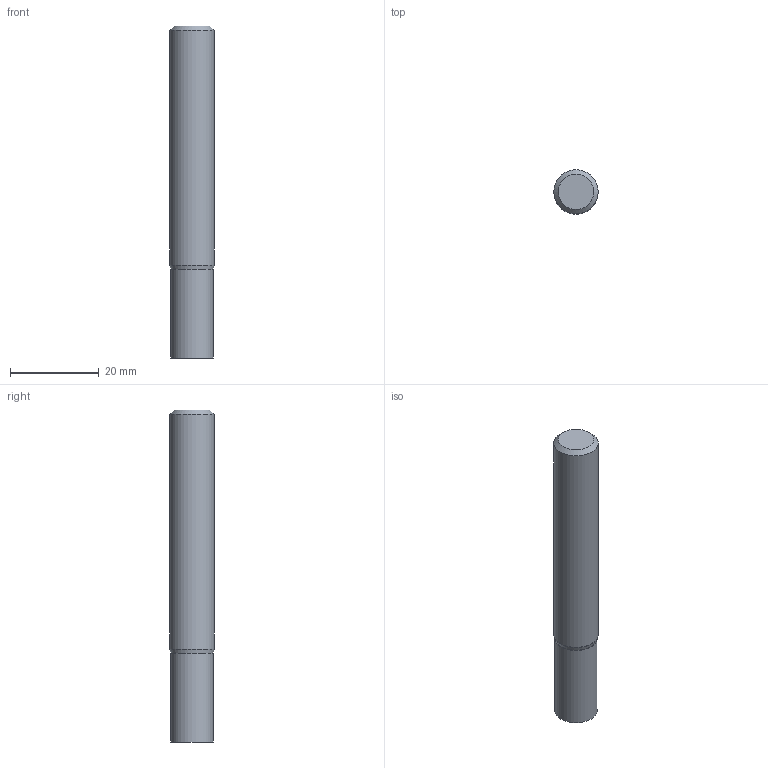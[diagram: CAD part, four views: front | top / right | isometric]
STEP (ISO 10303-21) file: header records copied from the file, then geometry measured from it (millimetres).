
FILE_DESCRIPTION(/* description */ ('3-D model version:1'),/* implementation_level */ '2;1');
FILE_NAME(/* name */ 'E10-A10-SS-075',/* time_stamp */ '2016-12-02T13:55:33',/* author */ ('InteractiveCad'),/* organization */ ('AB Sandvik Coromant'),/* preprocessor_version */ 'ST-DEVELOPER v11',/* originating_system */ 'SIEMENS UGS NX 6.0',/* authorization */ '');
FILE_SCHEMA(('AUTOMOTIVE_DESIGN'));
Length unit declared in the file: millimetre
Products named in the file (1): E10_A10_SS_075_634382074602217256_1_stp
Bounding box: 10 x 10 x 75 mm (x, y, z)
Volume: 5394.2 mm3; surface area: 2683 mm2
Topology: 1 solids, 1 shells, 21 faces, 41 edges, 22 vertices
Faces by surface type: cone 9, torus 6, cylinder 4, plane 2
Full cylindrical faces by diameter (mm): 4.45 x1, 7.296 x1, 9.6 x1, 9.995 x1
Entity records: 516 total; most frequent: DIRECTION 90, CARTESIAN_POINT 66, AXIS2_PLACEMENT_3D 45, FACE_BOUND 40, EDGE_LOOP 40, ORIENTED_EDGE 40, ADVANCED_FACE 21, VERTEX_POINT 21
